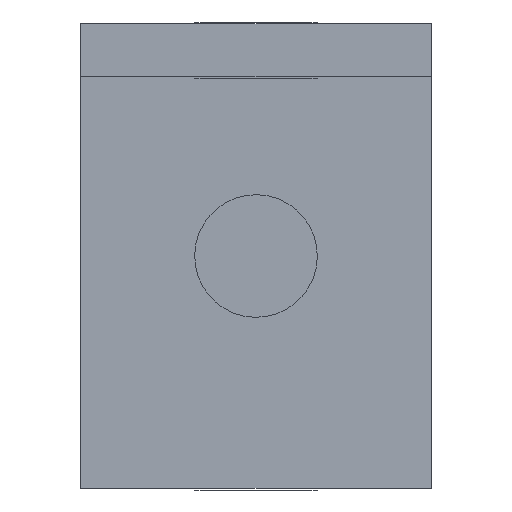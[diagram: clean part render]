
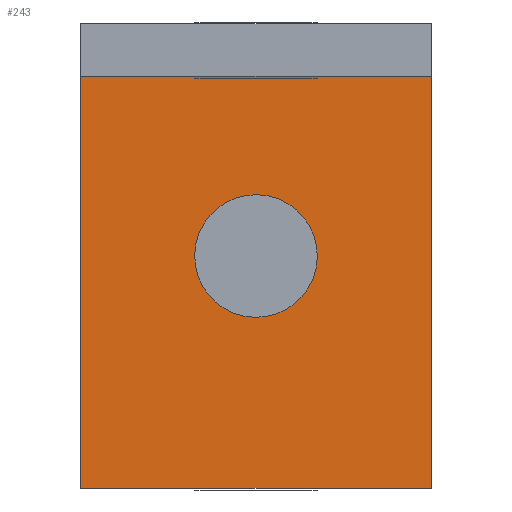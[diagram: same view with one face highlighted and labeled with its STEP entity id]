
A CAD part, front view. The second image highlights one B-rep face of the part: STEP entity #243.
In plain terms, the highlighted planar face has unit normal (0, -1, 0).
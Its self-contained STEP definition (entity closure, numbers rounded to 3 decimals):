
#41=FACE_OUTER_BOUND('',#57,.T.);
#57=EDGE_LOOP('',(#176,#177,#178,#179));
#72=LINE('',#356,#96);
#76=LINE('',#364,#100);
#77=LINE('',#366,#101);
#78=LINE('',#367,#102);
#96=VECTOR('',#286,1.);
#100=VECTOR('',#292,1.);
#101=VECTOR('',#293,1.);
#102=VECTOR('',#294,1.);
#120=VERTEX_POINT('',#354);
#121=VERTEX_POINT('',#355);
#124=VERTEX_POINT('',#363);
#125=VERTEX_POINT('',#365);
#142=EDGE_CURVE('',#120,#121,#72,.T.);
#146=EDGE_CURVE('',#124,#120,#76,.T.);
#147=EDGE_CURVE('',#125,#124,#77,.T.);
#148=EDGE_CURVE('',#125,#121,#78,.T.);
#176=ORIENTED_EDGE('',*,*,#142,.F.);
#177=ORIENTED_EDGE('',*,*,#146,.F.);
#178=ORIENTED_EDGE('',*,*,#147,.F.);
#179=ORIENTED_EDGE('',*,*,#148,.T.);
#227=PLANE('',#261);
#243=ADVANCED_FACE('',(#41),#227,.T.);
#261=AXIS2_PLACEMENT_3D('',#362,#290,#291);
#286=DIRECTION('',(1.,0.,0.));
#290=DIRECTION('center_axis',(0.,-1.,0.));
#291=DIRECTION('ref_axis',(0.,0.,1.));
#292=DIRECTION('',(0.,0.,1.));
#293=DIRECTION('',(-1.,0.,0.));
#294=DIRECTION('',(0.,0.,1.));
#354=CARTESIAN_POINT('',(53.795,-44.992,47.));
#355=CARTESIAN_POINT('',(93.795,-44.992,47.));
#356=CARTESIAN_POINT('',(53.795,-44.992,47.));
#362=CARTESIAN_POINT('Origin',(53.795,-44.992,6.));
#363=CARTESIAN_POINT('',(53.795,-44.992,0.));
#364=CARTESIAN_POINT('',(53.795,-44.992,26.5));
#365=CARTESIAN_POINT('',(93.795,-44.992,0.));
#366=CARTESIAN_POINT('',(53.795,-44.992,0.));
#367=CARTESIAN_POINT('',(93.795,-44.992,26.5));
